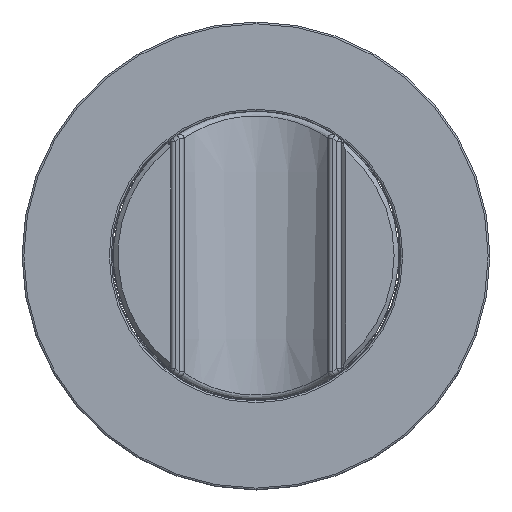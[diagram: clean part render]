
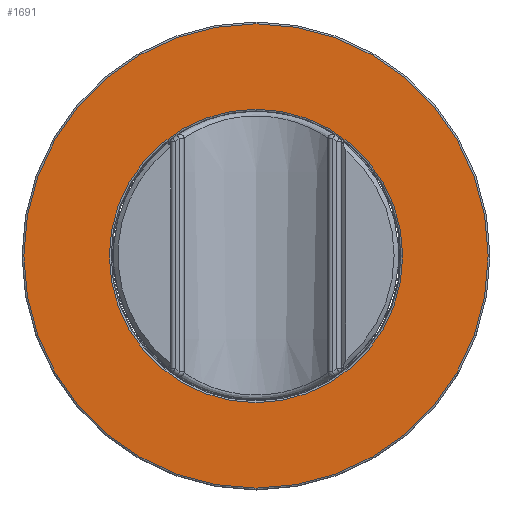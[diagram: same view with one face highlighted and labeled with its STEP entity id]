
A CAD part, top view. The second image highlights one B-rep face of the part: STEP entity #1691.
In plain terms, the highlighted planar face has unit normal (0, 0, 1).
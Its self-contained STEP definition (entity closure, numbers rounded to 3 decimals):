
#224=CIRCLE('',#1857,16.3);
#225=CIRCLE('',#1859,25.8);
#466=ORIENTED_EDGE('',*,*,#790,.T.);
#467=ORIENTED_EDGE('',*,*,#791,.F.);
#790=EDGE_CURVE('',#975,#975,#224,.T.);
#791=EDGE_CURVE('',#976,#976,#225,.T.);
#975=VERTEX_POINT('',#3233);
#976=VERTEX_POINT('',#3236);
#1248=EDGE_LOOP('',(#466));
#1249=EDGE_LOOP('',(#467));
#1403=FACE_BOUND('',#1248,.T.);
#1404=FACE_BOUND('',#1249,.T.);
#1501=PLANE('',#1858);
#1691=ADVANCED_FACE('',(#1403,#1404),#1501,.F.);
#1857=AXIS2_PLACEMENT_3D('',#3232,#2156,#2157);
#1858=AXIS2_PLACEMENT_3D('',#3234,#2158,#2159);
#1859=AXIS2_PLACEMENT_3D('',#3235,#2160,#2161);
#2156=DIRECTION('',(0.,0.,-1.));
#2157=DIRECTION('',(-1.,0.,0.));
#2158=DIRECTION('',(0.,0.,-1.));
#2159=DIRECTION('',(1.,0.,0.));
#2160=DIRECTION('',(0.,0.,-1.));
#2161=DIRECTION('',(1.,0.,0.));
#3232=CARTESIAN_POINT('',(0.,0.,5.));
#3233=CARTESIAN_POINT('',(-16.3,0.,5.));
#3234=CARTESIAN_POINT('',(0.,0.,5.));
#3235=CARTESIAN_POINT('',(0.,0.,5.));
#3236=CARTESIAN_POINT('',(25.8,0.,5.));
